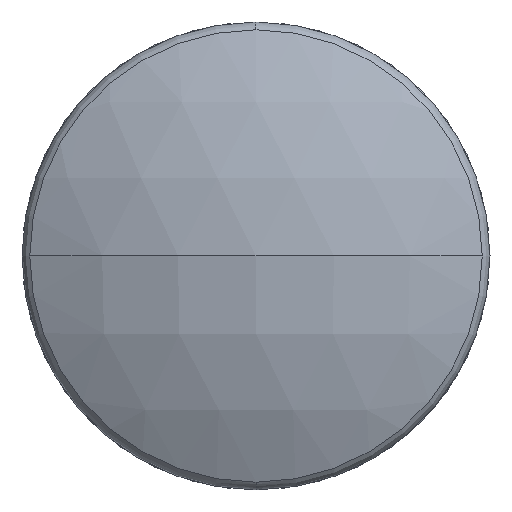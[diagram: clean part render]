
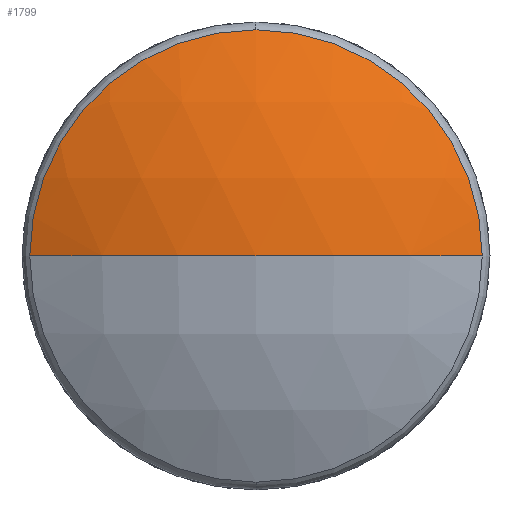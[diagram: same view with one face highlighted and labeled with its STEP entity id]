
A CAD part, left-side view. The second image highlights one B-rep face of the part: STEP entity #1799.
In plain terms, the highlighted spherical face has radius 7.699 mm.
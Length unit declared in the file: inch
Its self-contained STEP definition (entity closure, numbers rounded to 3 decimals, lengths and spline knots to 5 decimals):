
#133 = CARTESIAN_POINT ( 'NONE',  ( -0.12311, -0.20583, 0. ) ) ;
#174 = CARTESIAN_POINT ( 'NONE',  ( -0.155, -0.0705, 0. ) ) ;
#205 = CARTESIAN_POINT ( 'NONE',  ( -0.12311, -0.0705, 0.13533 ) ) ;
#219 = AXIS2_PLACEMENT_3D ( 'NONE', #237, #267, #266 ) ;
#220 = DIRECTION ( 'NONE',  ( 0., -1., 0. ) ) ;
#221 = DIRECTION ( 'NONE',  ( 0., 0., 1. ) ) ;
#222 = CARTESIAN_POINT ( 'NONE',  ( -0.12311, 0.06483, 0. ) ) ;
#237 = CARTESIAN_POINT ( 'NONE',  ( 0.14811, -0.0705, 0. ) ) ;
#238 = AXIS2_PLACEMENT_3D ( 'NONE', #240, #221, #220 ) ;
#240 = CARTESIAN_POINT ( 'NONE',  ( 0.14811, -0.0705, 0. ) ) ;
#241 = FACE_OUTER_BOUND ( 'NONE', #1773, .T. ) ;
#243 = CIRCLE ( 'NONE', #274, 0.30311 ) ;
#244 = CIRCLE ( 'NONE', #238, 0.30311 ) ;
#258 = DIRECTION ( 'NONE',  ( 0., 0., -1. ) ) ;
#259 = DIRECTION ( 'NONE',  ( 1., 0., 0. ) ) ;
#260 = CARTESIAN_POINT ( 'NONE',  ( -0.12311, -0.0705, 0. ) ) ;
#261 = AXIS2_PLACEMENT_3D ( 'NONE', #260, #259, #258 ) ;
#266 = DIRECTION ( 'NONE',  ( 0., 1., 0. ) ) ;
#267 = DIRECTION ( 'NONE',  ( 0., 0., 1. ) ) ;
#270 = CIRCLE ( 'NONE', #261, 0.13533 ) ;
#271 = DIRECTION ( 'NONE',  ( 0., 1., 0. ) ) ;
#272 = DIRECTION ( 'NONE',  ( 0., 0., -1. ) ) ;
#273 = CARTESIAN_POINT ( 'NONE',  ( 0.14811, -0.0705, 0. ) ) ;
#274 = AXIS2_PLACEMENT_3D ( 'NONE', #273, #272, #271 ) ;
#275 = SPHERICAL_SURFACE ( 'NONE', #219, 0.30311 ) ;
#287 = DIRECTION ( 'NONE',  ( 0., 0., -1. ) ) ;
#288 = DIRECTION ( 'NONE',  ( 1., 0., 0. ) ) ;
#289 = AXIS2_PLACEMENT_3D ( 'NONE', #300, #288, #287 ) ;
#299 = CIRCLE ( 'NONE', #289, 0.13533 ) ;
#300 = CARTESIAN_POINT ( 'NONE',  ( -0.12311, -0.0705, 0. ) ) ;
#1760 = VERTEX_POINT ( 'NONE', #133 ) ;
#1766 = VERTEX_POINT ( 'NONE', #174 ) ;
#1773 = EDGE_LOOP ( 'NONE', ( #1805, #1789, #1795, #1807 ) ) ;
#1784 = VERTEX_POINT ( 'NONE', #205 ) ;
#1789 = ORIENTED_EDGE ( 'NONE', *, *, #1797, .T. ) ;
#1795 = ORIENTED_EDGE ( 'NONE', *, *, #1804, .F. ) ;
#1797 = EDGE_CURVE ( 'NONE', #1766, #1760, #244, .T. ) ;
#1798 = EDGE_CURVE ( 'NONE', #1766, #1800, #243, .T. ) ;
#1799 = ADVANCED_FACE ( 'NONE', ( #241 ), #275, .T. ) ;
#1800 = VERTEX_POINT ( 'NONE', #222 ) ;
#1804 = EDGE_CURVE ( 'NONE', #1784, #1760, #270, .T. ) ;
#1805 = ORIENTED_EDGE ( 'NONE', *, *, #1798, .F. ) ;
#1807 = ORIENTED_EDGE ( 'NONE', *, *, #1816, .F. ) ;
#1816 = EDGE_CURVE ( 'NONE', #1800, #1784, #299, .T. ) ;
